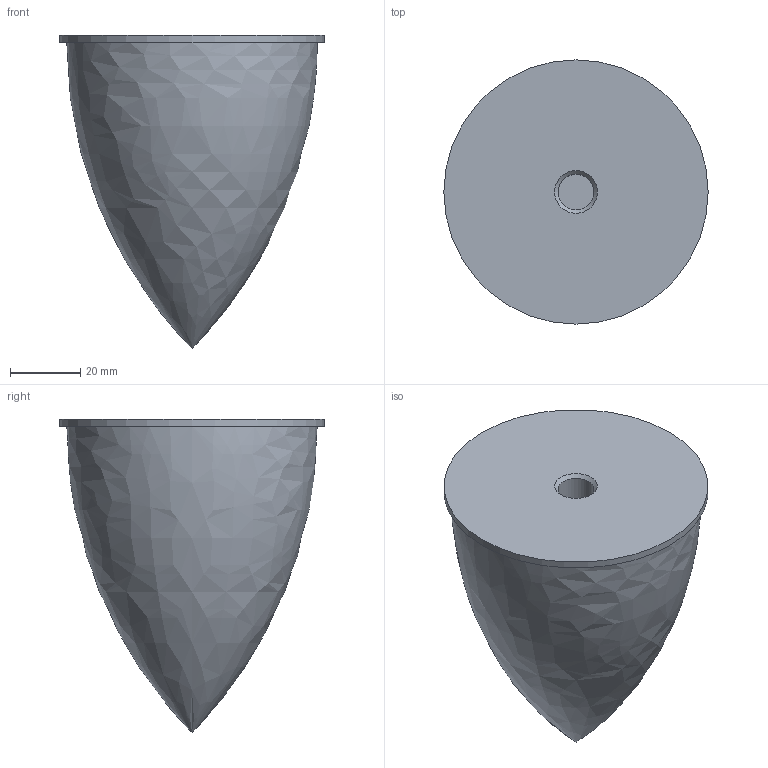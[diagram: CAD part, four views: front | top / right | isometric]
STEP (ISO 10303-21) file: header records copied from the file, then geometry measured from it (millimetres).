
FILE_DESCRIPTION(/* description */ ('KriTec Parabel-Puffer Ø75x89 M12 mit Innengewinde'),/* implementation_level */ '2;1');
FILE_NAME(/* name */ '11400_KriTec_Parabel-Puffer_Ø75x89_M12_mit_Innengewinde.stp',/* time_stamp */ '2019-06-07T13:56:16+02:00',/* author */ ('Nell'),/* organization */ ('Unknown'),/* preprocessor_version */ 'ST-DEVELOPER v17',/* originating_system */ 'Autodesk Inventor 2018',/* authorisation */ ' ');
FILE_SCHEMA (('AUTOMOTIVE_DESIGN { 1 0 10303 214 3 1 1 }'));
Length unit declared in the file: millimetre
Products named in the file (1): 11400
Bounding box: 75 x 75 x 89 mm (x, y, z)
Volume: 199077.8 mm3; surface area: 20470.5 mm2
Topology: 1 solids, 1 shells, 7 faces, 16 edges, 12 vertices
Faces by surface type: plane 3, cylinder 2, cone 1, bspline 1
Full cylindrical faces by diameter (mm): 10.106 x1, 75 x1
Entity records: 264 total; most frequent: CARTESIAN_POINT 61, DIRECTION 41, ORIENTED_EDGE 30, AXIS2_PLACEMENT_3D 19, EDGE_CURVE 15, CIRCLE 12, VERTEX_POINT 12, EDGE_LOOP 9
